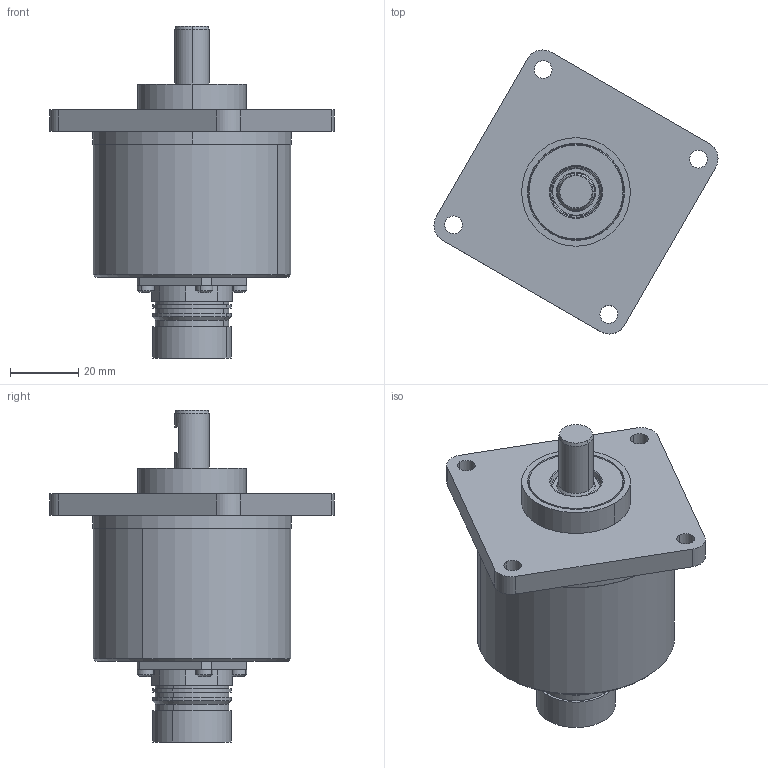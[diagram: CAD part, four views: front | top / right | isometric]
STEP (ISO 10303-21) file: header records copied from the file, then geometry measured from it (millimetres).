
FILE_DESCRIPTION((''),'2;1');
FILE_NAME('527608','2010-11-10T',('se2802'),(''),'PRO/ENGINEER BY PARAMETRIC TECHNOLOGY CORPORATION, 2010180','PRO/ENGINEER BY PARAMETRIC TECHNOLOGY CORPORATION, 2010180','');
FILE_SCHEMA(('CONFIG_CONTROL_DESIGN'));
Products named in the file (1): 527608
Bounding box: 83.08 x 83.08 x 97.1 mm (x, y, z)
Volume: 92318.8 mm3; surface area: 46882.6 mm2
Topology: 1 solids, 2 shells, 1442 faces, 3981 edges, 2595 vertices
Faces by surface type: cylinder 521, plane 475, extrusion 324, torus 56, cone 52, sphere 14
Entity records: 51748 total; most frequent: CARTESIAN_POINT 15259, ORIENTED_EDGE 7958, DIRECTION 7041, EDGE_CURVE 3979, VERTEX_POINT 2595, AXIS2_PLACEMENT_3D 2552, VECTOR 1937, LINE 1613
